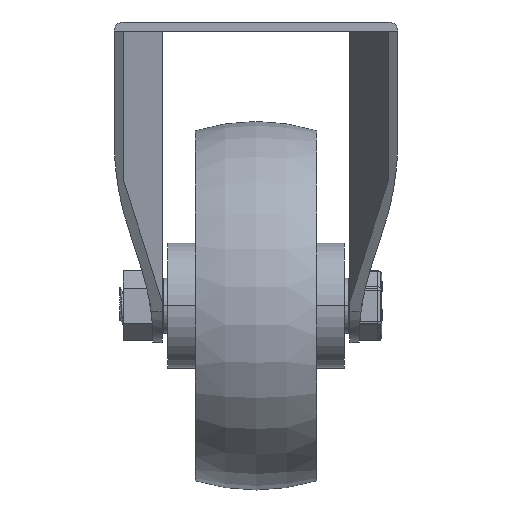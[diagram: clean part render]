
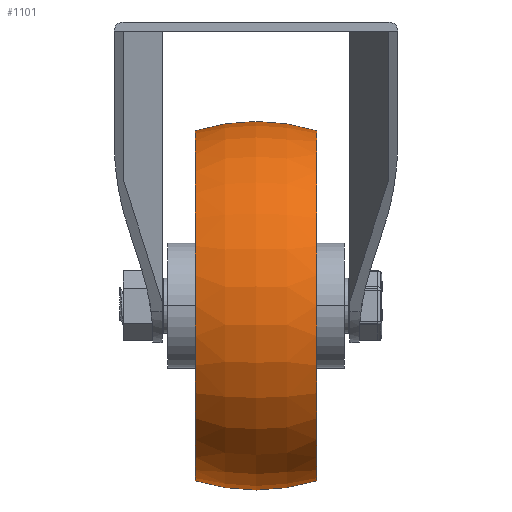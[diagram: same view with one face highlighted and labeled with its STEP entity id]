
A CAD part, left-side view. The second image highlights one B-rep face of the part: STEP entity #1101.
In plain terms, the highlighted toroidal (fillet/blend) face has major radius 5.7 mm and minor radius 55.7 mm.
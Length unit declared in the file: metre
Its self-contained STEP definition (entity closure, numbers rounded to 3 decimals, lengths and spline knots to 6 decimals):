
#1101=ADVANCED_FACE('1:748',(#2308),#2309,.T.);
#2308=FACE_OUTER_BOUND('',#3763,.T.);
#2309=TOROIDAL_SURFACE('',#3764,-0.0057,0.0557);
#3763=EDGE_LOOP('',(#10980,#10981,#10982,#10983,#10984,#10985));
#3764=AXIS2_PLACEMENT_3D('',#10986,#10987,#10988);
#10980=ORIENTED_EDGE('',*,*,#14756,.F.);
#10981=ORIENTED_EDGE('',*,*,#14757,.T.);
#10982=ORIENTED_EDGE('',*,*,#14758,.T.);
#10983=ORIENTED_EDGE('',*,*,#14759,.F.);
#10984=ORIENTED_EDGE('',*,*,#14760,.F.);
#10985=ORIENTED_EDGE('',*,*,#14761,.F.);
#10986=CARTESIAN_POINT('',(0.,0.,0.0));
#10987=DIRECTION('',(0.,1.0,0.0));
#10988=DIRECTION('',(0.0,0.0,-1.0));
#14756=EDGE_CURVE('',#16493,#16494,#16495,.T.);
#14757=EDGE_CURVE('1:760',#16493,#16496,#16497,.T.);
#14758=EDGE_CURVE('1:760',#16496,#16498,#16499,.T.);
#14759=EDGE_CURVE('',#16500,#16498,#16501,.T.);
#14760=EDGE_CURVE('1:754',#16502,#16500,#16503,.T.);
#14761=EDGE_CURVE('1:754',#16494,#16502,#16504,.T.);
#16493=VERTEX_POINT('',#19339);
#16494=VERTEX_POINT('',#19340);
#16495=CIRCLE('',#19341,0.0557);
#16496=VERTEX_POINT('',#19342);
#16497=CIRCLE('',#19343,0.0475);
#16498=VERTEX_POINT('',#19344);
#16499=CIRCLE('',#19345,0.0475);
#16500=VERTEX_POINT('',#19346);
#16501=CIRCLE('',#19347,0.0557);
#16502=VERTEX_POINT('',#19348);
#16503=CIRCLE('',#19349,0.0475);
#16504=CIRCLE('',#19350,0.0475);
#19339=CARTESIAN_POINT('',(0.,-0.0165,-0.0475));
#19340=CARTESIAN_POINT('',(0.,0.0165,-0.0475));
#19341=AXIS2_PLACEMENT_3D('',#26256,#26257,#26258);
#19342=CARTESIAN_POINT('',(-0.0475,-0.0165,0.0));
#19343=AXIS2_PLACEMENT_3D('',#26259,#26260,#26261);
#19344=CARTESIAN_POINT('',(0.,-0.0165,0.0475));
#19345=AXIS2_PLACEMENT_3D('',#26262,#26263,#26264);
#19346=CARTESIAN_POINT('',(0.,0.0165,0.0475));
#19347=AXIS2_PLACEMENT_3D('',#26265,#26266,#26267);
#19348=CARTESIAN_POINT('',(-0.0475,0.0165,0.0));
#19349=AXIS2_PLACEMENT_3D('',#26268,#26269,#26270);
#19350=AXIS2_PLACEMENT_3D('',#26271,#26272,#26273);
#26256=CARTESIAN_POINT('',(0.,0.,0.0057));
#26257=DIRECTION('',(1.0,0.,0.));
#26258=DIRECTION('',(0.,0.,-1.0));
#26259=CARTESIAN_POINT('',(0.,-0.0165,0.0));
#26260=DIRECTION('',(0.,1.0,0.0));
#26261=DIRECTION('',(-1.0,0.,0.0));
#26262=CARTESIAN_POINT('',(0.,-0.0165,0.0));
#26263=DIRECTION('',(0.,1.0,0.0));
#26264=DIRECTION('',(-1.0,0.,0.0));
#26265=CARTESIAN_POINT('',(0.,0.,-0.0057));
#26266=DIRECTION('',(1.0,0.,0.));
#26267=DIRECTION('',(0.,0.,1.0));
#26268=CARTESIAN_POINT('',(0.,0.0165,0.0));
#26269=DIRECTION('',(0.,1.0,0.0));
#26270=DIRECTION('',(-1.0,0.,0.0));
#26271=CARTESIAN_POINT('',(0.,0.0165,0.0));
#26272=DIRECTION('',(0.,1.0,0.0));
#26273=DIRECTION('',(-1.0,0.,0.0));
